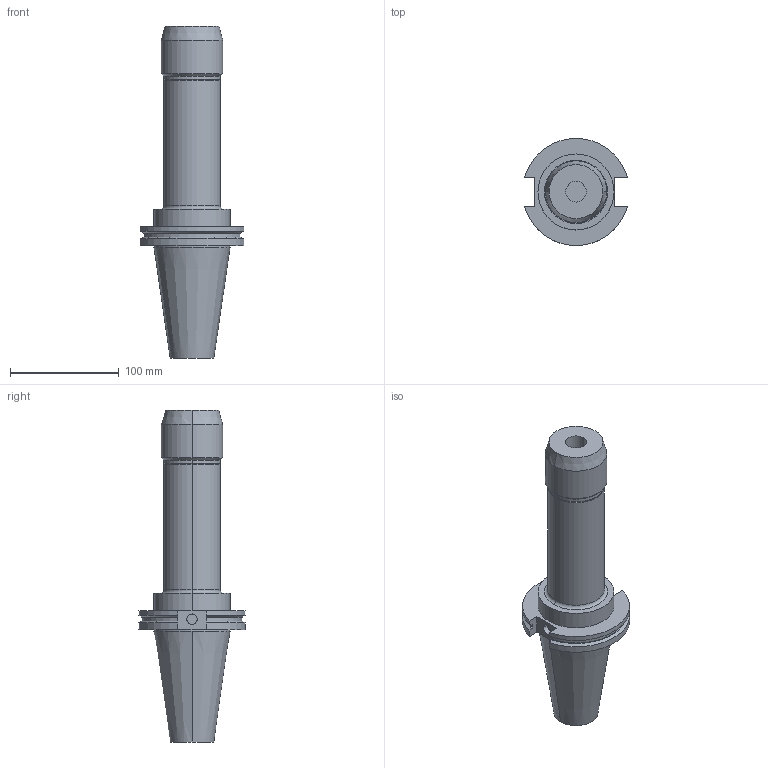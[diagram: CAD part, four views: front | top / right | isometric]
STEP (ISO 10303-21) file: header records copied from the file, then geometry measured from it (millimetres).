
FILE_DESCRIPTION (( 'STEP AP203' ), '1' );
FILE_NAME ('STP-5044-460-A48-800-1(44.463G.64.800).STEP', '2021-06-30T09:38:19', ( '' ), ( '' ), 'SwSTEP 2.0', 'SolidWorks 2017', '' );
FILE_SCHEMA (( 'CONFIG_CONTROL_DESIGN' ));
Length unit declared in the file: millimetre
Products named in the file (1): STP-5044-460-A48-800-1(44.463G.64.800)
Bounding box: 94.95 x 98.05 x 304.8 mm (x, y, z)
Volume: 752565.8 mm3; surface area: 77218.5 mm2
Topology: 1 solids, 1 shells, 65 faces, 148 edges, 91 vertices
Faces by surface type: cylinder 26, plane 19, cone 18, torus 2
Entity records: 1901 total; most frequent: DIRECTION 338, CARTESIAN_POINT 327, ORIENTED_EDGE 292, EDGE_CURVE 146, AXIS2_PLACEMENT_3D 134, VERTEX_POINT 91, EDGE_LOOP 73, VECTOR 70
